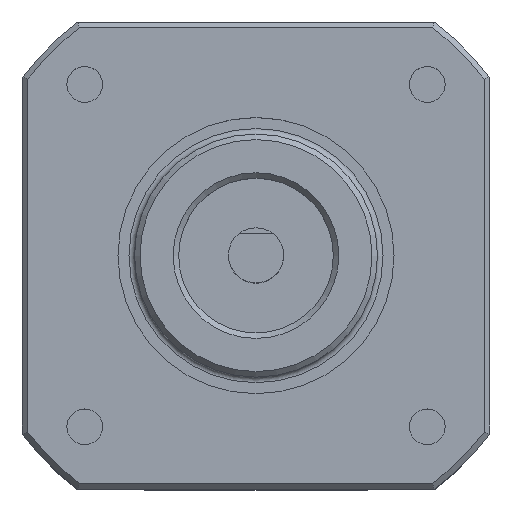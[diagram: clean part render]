
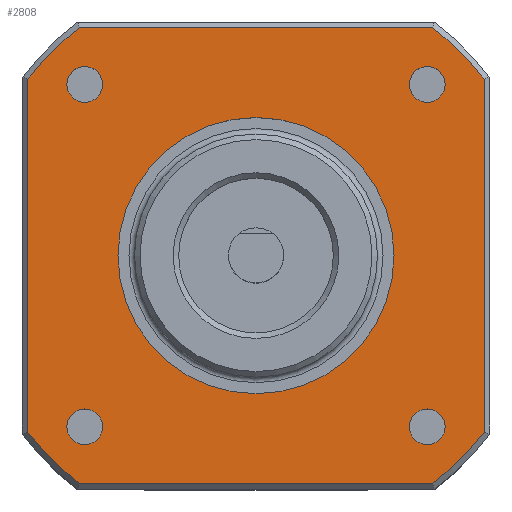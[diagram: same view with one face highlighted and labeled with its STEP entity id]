
A CAD part, top view. The second image highlights one B-rep face of the part: STEP entity #2808.
In plain terms, the highlighted planar face has unit normal (0, 0, 1).
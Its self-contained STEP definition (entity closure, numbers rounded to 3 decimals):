
#84=FACE_BOUND('',#1055,.T.);
#85=FACE_BOUND('',#1056,.T.);
#86=FACE_BOUND('',#1057,.T.);
#87=FACE_BOUND('',#1058,.T.);
#88=FACE_BOUND('',#1059,.T.);
#193=LINE('',#4288,#443);
#253=LINE('',#4479,#503);
#314=LINE('',#4664,#564);
#315=LINE('',#4673,#565);
#443=VECTOR('',#3454,10.);
#503=VECTOR('',#3638,10.);
#564=VECTOR('',#3813,10.);
#565=VECTOR('',#3826,10.);
#712=PLANE('',#3127);
#877=FACE_OUTER_BOUND('',#1054,.T.);
#1054=EDGE_LOOP('',(#2607,#2608,#2609,#2610,#2611,#2612,#2613,#2614));
#1055=EDGE_LOOP('',(#2615));
#1056=EDGE_LOOP('',(#2616));
#1057=EDGE_LOOP('',(#2617));
#1058=EDGE_LOOP('',(#2618));
#1059=EDGE_LOOP('',(#2619));
#1088=CIRCLE('',#2876,12.5);
#1093=CIRCLE('',#2892,26.111);
#1114=CIRCLE('',#2933,1.621);
#1119=CIRCLE('',#2949,26.111);
#1140=CIRCLE('',#2995,1.621);
#1145=CIRCLE('',#3011,26.111);
#1166=CIRCLE('',#3057,1.621);
#1172=CIRCLE('',#3075,26.111);
#1192=CIRCLE('',#3126,1.621);
#1216=VERTEX_POINT('',#4049);
#1232=VERTEX_POINT('',#4101);
#1233=VERTEX_POINT('',#4102);
#1273=VERTEX_POINT('',#4227);
#1289=VERTEX_POINT('',#4279);
#1290=VERTEX_POINT('',#4280);
#1330=VERTEX_POINT('',#4418);
#1346=VERTEX_POINT('',#4470);
#1347=VERTEX_POINT('',#4471);
#1387=VERTEX_POINT('',#4609);
#1404=VERTEX_POINT('',#4663);
#1405=VERTEX_POINT('',#4667);
#1444=VERTEX_POINT('',#4815);
#1480=EDGE_CURVE('',#1216,#1216,#1088,.T.);
#1505=EDGE_CURVE('',#1232,#1233,#1093,.T.);
#1563=EDGE_CURVE('',#1273,#1273,#1114,.T.);
#1587=EDGE_CURVE('',#1289,#1290,#1119,.T.);
#1591=EDGE_CURVE('',#1290,#1232,#193,.T.);
#1653=EDGE_CURVE('',#1330,#1330,#1140,.T.);
#1677=EDGE_CURVE('',#1346,#1347,#1145,.T.);
#1681=EDGE_CURVE('',#1347,#1289,#253,.T.);
#1743=EDGE_CURVE('',#1387,#1387,#1166,.T.);
#1768=EDGE_CURVE('',#1233,#1404,#314,.T.);
#1770=EDGE_CURVE('',#1404,#1405,#1172,.T.);
#1773=EDGE_CURVE('',#1405,#1346,#315,.T.);
#1841=EDGE_CURVE('',#1444,#1444,#1192,.T.);
#2607=ORIENTED_EDGE('',*,*,#1768,.F.);
#2608=ORIENTED_EDGE('',*,*,#1505,.F.);
#2609=ORIENTED_EDGE('',*,*,#1591,.F.);
#2610=ORIENTED_EDGE('',*,*,#1587,.F.);
#2611=ORIENTED_EDGE('',*,*,#1681,.F.);
#2612=ORIENTED_EDGE('',*,*,#1677,.F.);
#2613=ORIENTED_EDGE('',*,*,#1773,.F.);
#2614=ORIENTED_EDGE('',*,*,#1770,.F.);
#2615=ORIENTED_EDGE('',*,*,#1480,.T.);
#2616=ORIENTED_EDGE('',*,*,#1743,.T.);
#2617=ORIENTED_EDGE('',*,*,#1653,.T.);
#2618=ORIENTED_EDGE('',*,*,#1563,.T.);
#2619=ORIENTED_EDGE('',*,*,#1841,.T.);
#2808=ADVANCED_FACE('',(#877,#84,#85,#86,#87,#88),#712,.T.);
#2876=AXIS2_PLACEMENT_3D('',#4050,#3226,#3227);
#2892=AXIS2_PLACEMENT_3D('',#4103,#3278,#3279);
#2933=AXIS2_PLACEMENT_3D('',#4229,#3393,#3394);
#2949=AXIS2_PLACEMENT_3D('',#4281,#3444,#3445);
#2995=AXIS2_PLACEMENT_3D('',#4420,#3577,#3578);
#3011=AXIS2_PLACEMENT_3D('',#4472,#3628,#3629);
#3057=AXIS2_PLACEMENT_3D('',#4611,#3761,#3762);
#3075=AXIS2_PLACEMENT_3D('',#4668,#3818,#3819);
#3126=AXIS2_PLACEMENT_3D('',#4817,#3967,#3968);
#3127=AXIS2_PLACEMENT_3D('',#4818,#3969,#3970);
#3226=DIRECTION('center_axis',(0.,0.,-1.));
#3227=DIRECTION('ref_axis',(-1.,0.,0.));
#3278=DIRECTION('center_axis',(0.,0.,-1.));
#3279=DIRECTION('ref_axis',(-0.607,0.795,0.));
#3393=DIRECTION('center_axis',(0.,0.,-1.));
#3394=DIRECTION('ref_axis',(0.,1.,0.));
#3444=DIRECTION('center_axis',(0.,0.,-1.));
#3445=DIRECTION('ref_axis',(-0.795,-0.607,0.));
#3454=DIRECTION('',(0.,1.,0.));
#3577=DIRECTION('center_axis',(0.,0.,-1.));
#3578=DIRECTION('ref_axis',(-1.,0.,0.));
#3628=DIRECTION('center_axis',(0.,0.,-1.));
#3629=DIRECTION('ref_axis',(0.607,-0.795,0.));
#3638=DIRECTION('',(-1.,0.,0.));
#3761=DIRECTION('center_axis',(0.,0.,-1.));
#3762=DIRECTION('ref_axis',(0.,-1.,0.));
#3813=DIRECTION('',(1.,0.,0.));
#3818=DIRECTION('center_axis',(0.,0.,-1.));
#3819=DIRECTION('ref_axis',(0.795,0.607,0.));
#3826=DIRECTION('',(0.,-1.,0.));
#3967=DIRECTION('center_axis',(0.,0.,-1.));
#3968=DIRECTION('ref_axis',(1.,0.,0.));
#3969=DIRECTION('center_axis',(0.,0.,1.));
#3970=DIRECTION('ref_axis',(1.,0.,0.));
#4049=CARTESIAN_POINT('',(12.5,0.,10.));
#4050=CARTESIAN_POINT('Origin',(0.,0.,10.));
#4101=CARTESIAN_POINT('',(-20.65,15.98,10.));
#4102=CARTESIAN_POINT('',(-15.98,20.65,10.));
#4103=CARTESIAN_POINT('Origin',(0.,0.,10.));
#4227=CARTESIAN_POINT('',(-15.5,13.879,10.));
#4229=CARTESIAN_POINT('Origin',(-15.5,15.5,10.));
#4279=CARTESIAN_POINT('',(-15.98,-20.65,10.));
#4280=CARTESIAN_POINT('',(-20.65,-15.98,10.));
#4281=CARTESIAN_POINT('Origin',(0.,0.,10.));
#4288=CARTESIAN_POINT('',(-20.65,13.052,10.));
#4418=CARTESIAN_POINT('',(-13.879,-15.5,10.));
#4420=CARTESIAN_POINT('Origin',(-15.5,-15.5,10.));
#4470=CARTESIAN_POINT('',(20.65,-15.98,10.));
#4471=CARTESIAN_POINT('',(15.98,-20.65,10.));
#4472=CARTESIAN_POINT('Origin',(0.,0.,10.));
#4479=CARTESIAN_POINT('',(-13.052,-20.65,10.));
#4609=CARTESIAN_POINT('',(15.5,-13.879,10.));
#4611=CARTESIAN_POINT('Origin',(15.5,-15.5,10.));
#4663=CARTESIAN_POINT('',(15.98,20.65,10.));
#4664=CARTESIAN_POINT('',(-4.977,20.65,10.));
#4667=CARTESIAN_POINT('',(20.65,15.98,10.));
#4668=CARTESIAN_POINT('Origin',(0.,0.,10.));
#4673=CARTESIAN_POINT('',(20.65,-13.052,10.));
#4815=CARTESIAN_POINT('',(13.879,15.5,10.));
#4817=CARTESIAN_POINT('Origin',(15.5,15.5,10.));
#4818=CARTESIAN_POINT('Origin',(9.953,9.953,10.));
